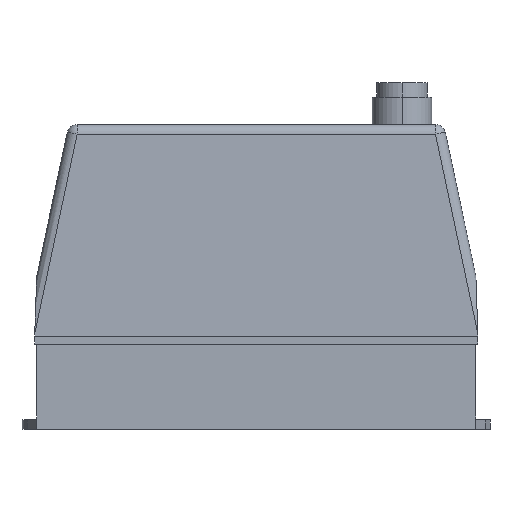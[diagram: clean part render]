
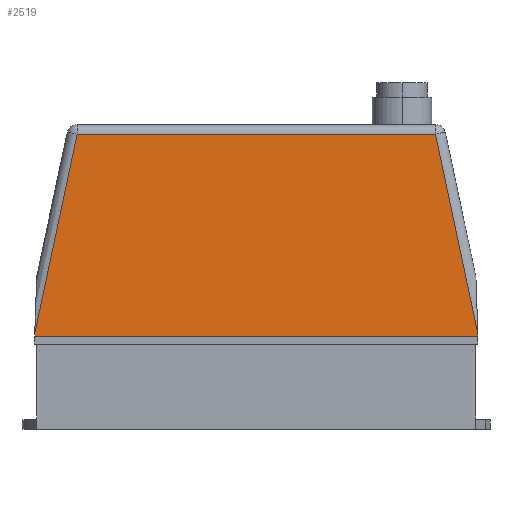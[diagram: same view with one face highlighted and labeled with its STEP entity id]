
A CAD part, left-side view. The second image highlights one B-rep face of the part: STEP entity #2519.
In plain terms, the highlighted planar face has unit normal (-0.999, 0, 0.035).
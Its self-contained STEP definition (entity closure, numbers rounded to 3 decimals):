
#2164=CARTESIAN_POINT('',(2.533,89.749,147.674));
#2165=VERTEX_POINT('',#2164);
#2232=CARTESIAN_POINT('',(2.533,-89.749,147.674));
#2233=VERTEX_POINT('',#2232);
#2365=CARTESIAN_POINT('',(2.533,89.749,147.674));
#2366=DIRECTION('',(0.0,-1.0,0.0));
#2367=VECTOR('',#2366,179.498);
#2368=LINE('',#2365,#2367);
#2369=EDGE_CURVE('',#2165,#2233,#2368,.T.);
#2379=CARTESIAN_POINT('',(-0.95,-110.95,47.932));
#2380=VERTEX_POINT('',#2379);
#2397=CARTESIAN_POINT('',(2.533,-89.749,147.674));
#2398=DIRECTION('',(-0.034,-0.208,-0.978));
#2399=VECTOR('',#2398,102.03);
#2400=LINE('',#2397,#2399);
#2401=EDGE_CURVE('',#2233,#2380,#2400,.T.);
#2462=CARTESIAN_POINT('',(-0.95,110.95,47.932));
#2463=VERTEX_POINT('',#2462);
#2471=CARTESIAN_POINT('',(-0.95,110.95,47.932));
#2472=DIRECTION('',(0.034,-0.208,0.978));
#2473=VECTOR('',#2472,102.03);
#2474=LINE('',#2471,#2473);
#2475=EDGE_CURVE('',#2463,#2165,#2474,.T.);
#2487=CARTESIAN_POINT('',(0.048,-111.,76.5));
#2488=DIRECTION('',(0.999,0.,-0.035));
#2489=DIRECTION('',(-0.035,0.0,-0.999));
#2490=AXIS2_PLACEMENT_3D('',#2487,#2488,#2489);
#2491=PLANE('',#2490);
#2492=ORIENTED_EDGE('',*,*,#2401,.F.);
#2493=ORIENTED_EDGE('',*,*,#2369,.F.);
#2494=ORIENTED_EDGE('',*,*,#2475,.F.);
#2495=CARTESIAN_POINT('',(-1.,111.0,46.5));
#2496=VERTEX_POINT('',#2495);
#2497=CARTESIAN_POINT('',(-1.,111.,46.5));
#2498=DIRECTION('',(0.035,-0.035,0.999));
#2499=VECTOR('',#2498,1.434);
#2500=LINE('',#2497,#2499);
#2501=EDGE_CURVE('',#2496,#2463,#2500,.T.);
#2502=ORIENTED_EDGE('',*,*,#2501,.F.);
#2503=CARTESIAN_POINT('',(-1.,-111.,46.5));
#2504=VERTEX_POINT('',#2503);
#2505=CARTESIAN_POINT('',(-1.,-111.,46.5));
#2506=DIRECTION('',(0.0,1.0,0.0));
#2507=VECTOR('',#2506,222.);
#2508=LINE('',#2505,#2507);
#2509=EDGE_CURVE('',#2504,#2496,#2508,.T.);
#2510=ORIENTED_EDGE('',*,*,#2509,.F.);
#2511=CARTESIAN_POINT('',(-0.95,-110.95,47.932));
#2512=DIRECTION('',(-0.035,-0.035,-0.999));
#2513=VECTOR('',#2512,1.434);
#2514=LINE('',#2511,#2513);
#2515=EDGE_CURVE('',#2380,#2504,#2514,.T.);
#2516=ORIENTED_EDGE('',*,*,#2515,.F.);
#2517=EDGE_LOOP('',(#2492,#2493,#2494,#2502,#2510,#2516));
#2518=FACE_OUTER_BOUND('',#2517,.T.);
#2519=ADVANCED_FACE('',(#2518),#2491,.F.);
